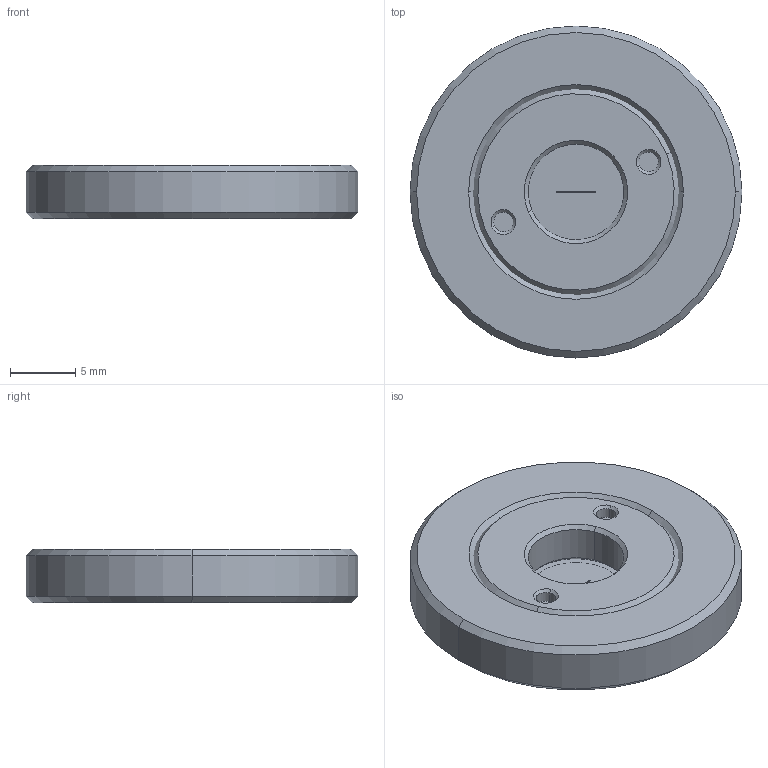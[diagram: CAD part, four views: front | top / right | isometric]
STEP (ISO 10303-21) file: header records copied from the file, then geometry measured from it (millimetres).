
FILE_DESCRIPTION (( 'STEP AP203' ), '1' );
FILE_NAME ('SLA1-150W.STEP', '2025-08-11T09:04:47', ( '' ), ( '' ), 'SwSTEP 2.0', 'SolidWorks 2020', '' );
FILE_SCHEMA (( 'CONFIG_CONTROL_DESIGN' ));
Length unit declared in the file: millimetre
Products named in the file (1): SLA1-150W
Bounding box: 25.35 x 25.35 x 4.1 mm (x, y, z)
Volume: 1885.3 mm3; surface area: 2092.6 mm2
Topology: 3 solids, 3 shells, 440 faces, 1185 edges, 784 vertices
Faces by surface type: plane 255, bspline 143, cylinder 22, cone 20
Entity records: 16242 total; most frequent: CARTESIAN_POINT 6761, ORIENTED_EDGE 2370, DIRECTION 1199, EDGE_CURVE 1185, VERTEX_POINT 784, B_SPLINE_CURVE_WITH_KNOTS 648, EDGE_LOOP 479, VECTOR 471
